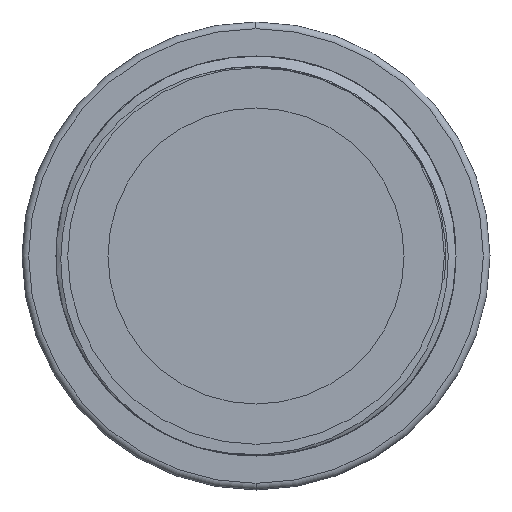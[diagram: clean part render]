
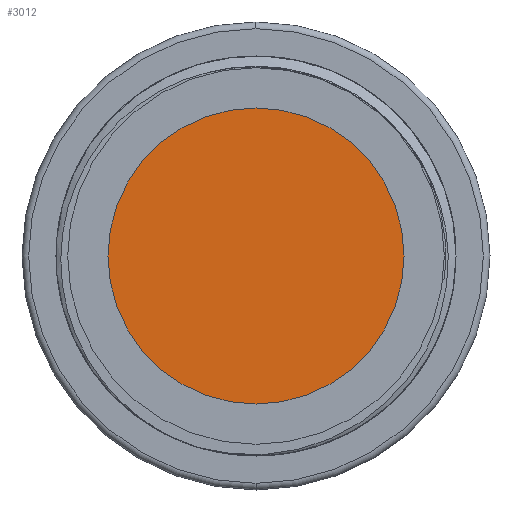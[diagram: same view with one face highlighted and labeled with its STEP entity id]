
A CAD part, front view. The second image highlights one B-rep face of the part: STEP entity #3012.
In plain terms, the highlighted planar face has unit normal (0, -1, 0).
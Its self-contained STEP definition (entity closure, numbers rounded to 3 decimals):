
#1292=CARTESIAN_POINT('',(0.,0.5,0.));
#1293=DIRECTION('',(0.,-1.,0.));
#1294=DIRECTION('',(1.,0.,0.));
#1295=AXIS2_PLACEMENT_3D('',#1292,#1293,#1294);
#1301=CARTESIAN_POINT('',(0.,0.5,0.));
#1302=DIRECTION('',(0.,-1.,0.));
#1303=DIRECTION('',(-1.,0.,0.));
#1304=AXIS2_PLACEMENT_3D('',#1301,#1302,#1303);
#2150=CARTESIAN_POINT('',(4.44,0.5,0.));
#2151=CARTESIAN_POINT('',(-4.44,0.5,0.));
#2152=VERTEX_POINT('',#2150);
#2153=VERTEX_POINT('',#2151);
#3002=CARTESIAN_POINT('',(0.,0.5,0.));
#3003=DIRECTION('',(0.,1.,0.));
#3004=DIRECTION('',(0.,0.,-1.));
#3005=AXIS2_PLACEMENT_3D('',#3002,#3003,#3004);
#3006=PLANE('',#3005);
#3007=ORIENTED_EDGE('',*,*,#2985,.F.);
#3009=ORIENTED_EDGE('',*,*,#3008,.F.);
#3010=EDGE_LOOP('',(#3007,#3009));
#3011=FACE_OUTER_BOUND('',#3010,.F.);
#1296=CIRCLE('',#1295,4.44);
#1305=CIRCLE('',#1304,4.44);
#2985=EDGE_CURVE('',#2152,#2153,#1296,.T.);
#3008=EDGE_CURVE('',#2153,#2152,#1305,.T.);
#3012=ADVANCED_FACE('',(#3011),#3006,.F.);
